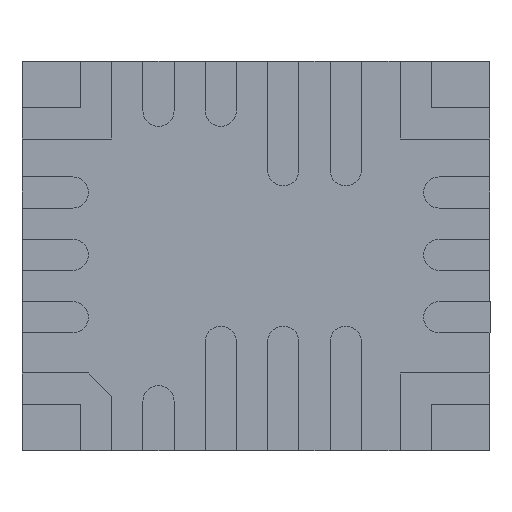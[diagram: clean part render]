
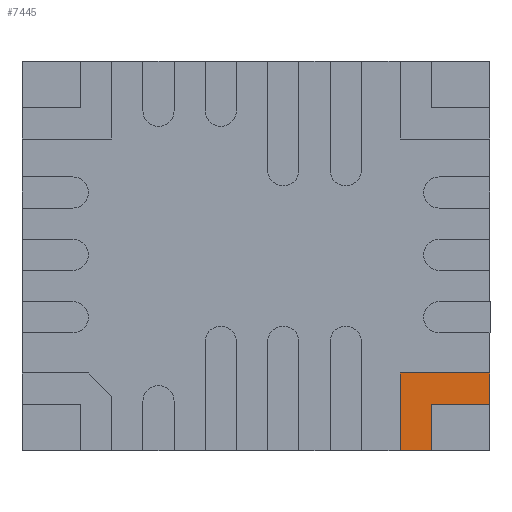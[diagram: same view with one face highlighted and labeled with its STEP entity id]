
A CAD part, front view. The second image highlights one B-rep face of the part: STEP entity #7445.
In plain terms, the highlighted planar face has unit normal (0, -1, 0).
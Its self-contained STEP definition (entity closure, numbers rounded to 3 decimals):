
#304 = VECTOR ( 'NONE', #1421, 1000. ) ;
#393 = CARTESIAN_POINT ( 'NONE',  ( 0., 0., 0. ) ) ;
#841 = CARTESIAN_POINT ( 'NONE',  ( 1.5, 0., 0. ) ) ;
#893 = AXIS2_PLACEMENT_3D ( 'NONE', #393, #4171, #7815 ) ;
#1198 = EDGE_CURVE ( 'NONE', #6210, #6200, #5782, .T. ) ;
#1301 = EDGE_CURVE ( 'NONE', #6200, #4301, #6442, .T. ) ;
#1365 = DIRECTION ( 'NONE',  ( 0., 0., 1. ) ) ;
#1421 = DIRECTION ( 'NONE',  ( 0., 0., 1. ) ) ;
#1546 = CARTESIAN_POINT ( 'NONE',  ( 0., 0., -0.75 ) ) ;
#1667 = VECTOR ( 'NONE', #5812, 1000. ) ;
#1839 = CARTESIAN_POINT ( 'NONE',  ( 0.925, 0., -1.25 ) ) ;
#1943 = VECTOR ( 'NONE', #2691, 1000. ) ;
#1984 = LINE ( 'NONE', #841, #3220 ) ;
#2144 = PLANE ( 'NONE',  #893 ) ;
#2202 = CARTESIAN_POINT ( 'NONE',  ( 1.125, 0., -0.95 ) ) ;
#2691 = DIRECTION ( 'NONE',  ( -1., 0., 0. ) ) ;
#2721 = CARTESIAN_POINT ( 'NONE',  ( 1.5, 0., -0.75 ) ) ;
#2732 = CARTESIAN_POINT ( 'NONE',  ( 1.125, 0., 0. ) ) ;
#2815 = CARTESIAN_POINT ( 'NONE',  ( 0., 0., -0.95 ) ) ;
#3220 = VECTOR ( 'NONE', #1365, 1000. ) ;
#3828 = CARTESIAN_POINT ( 'NONE',  ( 0.925, 0., -0.75 ) ) ;
#4132 = EDGE_CURVE ( 'NONE', #6245, #6210, #1984, .T. ) ;
#4171 = DIRECTION ( 'NONE',  ( 0., -1., 0. ) ) ;
#4208 = CARTESIAN_POINT ( 'NONE',  ( 0., 0., -1.25 ) ) ;
#4242 = LINE ( 'NONE', #4208, #6266 ) ;
#4301 = VERTEX_POINT ( 'NONE', #1839 ) ;
#4336 = ORIENTED_EDGE ( 'NONE', *, *, #5764, .T. ) ;
#4498 = ORIENTED_EDGE ( 'NONE', *, *, #7696, .T. ) ;
#4624 = ORIENTED_EDGE ( 'NONE', *, *, #6014, .T. ) ;
#4634 = FACE_OUTER_BOUND ( 'NONE', #6447, .T. ) ;
#5233 = ORIENTED_EDGE ( 'NONE', *, *, #1198, .T. ) ;
#5242 = CARTESIAN_POINT ( 'NONE',  ( 1.5, 0., -0.95 ) ) ;
#5327 = DIRECTION ( 'NONE',  ( 1., 0., 0. ) ) ;
#5764 = EDGE_CURVE ( 'NONE', #6949, #5857, #7756, .T. ) ;
#5782 = LINE ( 'NONE', #1546, #1943 ) ;
#5812 = DIRECTION ( 'NONE',  ( 0., 0., -1. ) ) ;
#5857 = VERTEX_POINT ( 'NONE', #2202 ) ;
#6014 = EDGE_CURVE ( 'NONE', #5857, #6245, #6060, .T. ) ;
#6060 = LINE ( 'NONE', #2815, #6331 ) ;
#6200 = VERTEX_POINT ( 'NONE', #3828 ) ;
#6210 = VERTEX_POINT ( 'NONE', #2721 ) ;
#6245 = VERTEX_POINT ( 'NONE', #5242 ) ;
#6266 = VECTOR ( 'NONE', #7426, 1000. ) ;
#6331 = VECTOR ( 'NONE', #5327, 1000. ) ;
#6442 = LINE ( 'NONE', #7044, #1667 ) ;
#6447 = EDGE_LOOP ( 'NONE', ( #5233, #7980, #4498, #4336, #4624, #7583 ) ) ;
#6949 = VERTEX_POINT ( 'NONE', #7008 ) ;
#7008 = CARTESIAN_POINT ( 'NONE',  ( 1.125, 0., -1.25 ) ) ;
#7044 = CARTESIAN_POINT ( 'NONE',  ( 0.925, 0., 0. ) ) ;
#7426 = DIRECTION ( 'NONE',  ( 1., 0., 0. ) ) ;
#7445 = ADVANCED_FACE ( 'NONE', ( #4634 ), #2144, .T. ) ;
#7583 = ORIENTED_EDGE ( 'NONE', *, *, #4132, .T. ) ;
#7696 = EDGE_CURVE ( 'NONE', #4301, #6949, #4242, .T. ) ;
#7756 = LINE ( 'NONE', #2732, #304 ) ;
#7815 = DIRECTION ( 'NONE',  ( 0., 0., -1. ) ) ;
#7980 = ORIENTED_EDGE ( 'NONE', *, *, #1301, .T. ) ;
